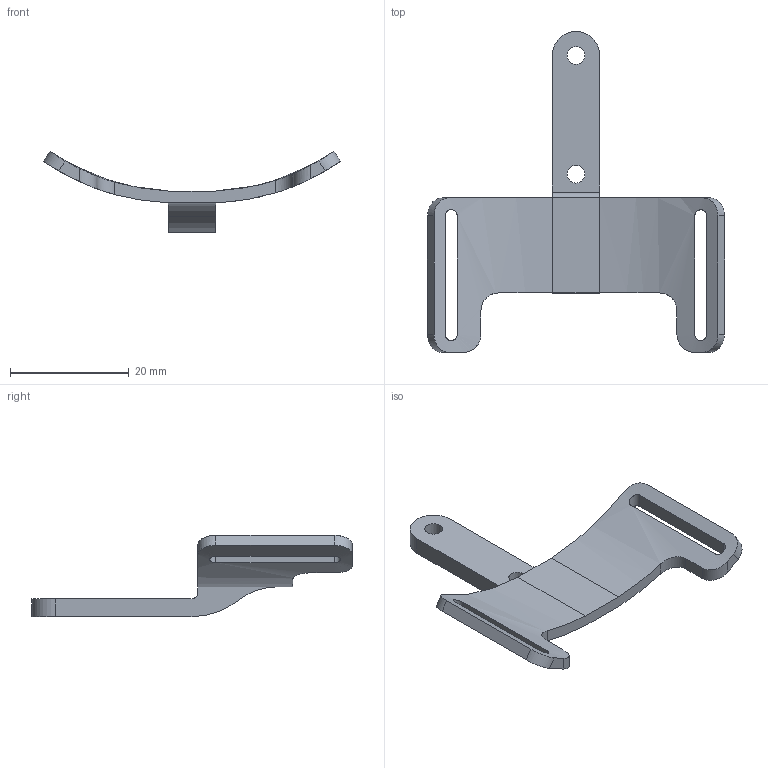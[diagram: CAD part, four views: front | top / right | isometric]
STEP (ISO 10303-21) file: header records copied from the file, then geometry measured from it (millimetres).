
FILE_DESCRIPTION(/* description */ (''),/* implementation_level */ '2;1');
FILE_NAME(/* name */ 'Jaw v1.step',/* time_stamp */ '2024-01-25T22:36:49-06:00',/* author */ (''),/* organization */ (''),/* preprocessor_version */ 'ST-DEVELOPER v20',/* originating_system */ 'Autodesk Translation Framework v12.14.0.127',/* authorisation */ '');
FILE_SCHEMA (('AUTOMOTIVE_DESIGN { 1 0 10303 214 3 1 1 }'));
Length unit declared in the file: millimetre
Products named in the file (1): Jaw
Bounding box: 50 x 54 x 13.67 mm (x, y, z)
Volume: 2667.5 mm3; surface area: 3075.3 mm2
Topology: 1 solids, 1 shells, 40 faces, 113 edges, 75 vertices
Faces by surface type: cylinder 18, plane 18, bspline 4
Full cylindrical faces by diameter (mm): 3 x2
Entity records: 2220 total; most frequent: CARTESIAN_POINT 1236, ORIENTED_EDGE 226, DIRECTION 150, EDGE_CURVE 113, VERTEX_POINT 75, LINE 52, VECTOR 52, AXIS2_PLACEMENT_3D 49
